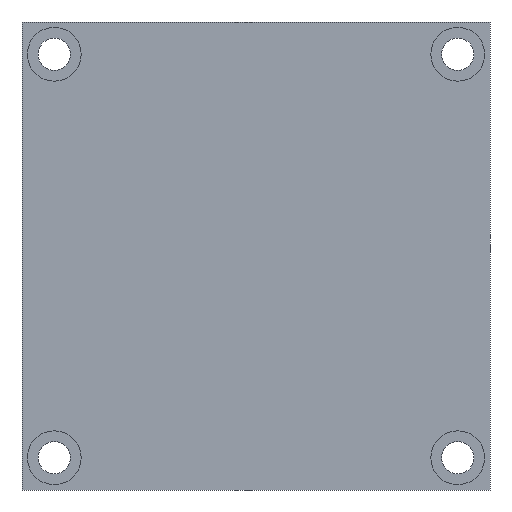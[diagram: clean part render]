
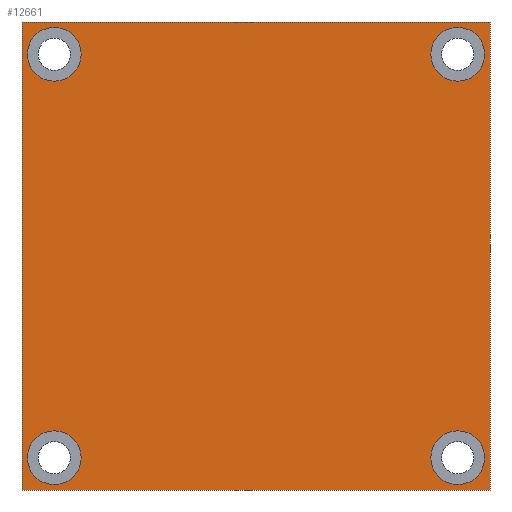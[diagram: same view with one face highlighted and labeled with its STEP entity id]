
A CAD part, front view. The second image highlights one B-rep face of the part: STEP entity #12661.
In plain terms, the highlighted planar face has unit normal (0, -1, 0).
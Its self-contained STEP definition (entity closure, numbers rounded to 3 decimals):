
#643=FACE_BOUND('',#2347,.T.);
#644=FACE_BOUND('',#2348,.T.);
#645=FACE_BOUND('',#2349,.T.);
#646=FACE_BOUND('',#2350,.T.);
#909=PLANE('',#13444);
#1569=FACE_OUTER_BOUND('',#2346,.T.);
#2346=EDGE_LOOP('',(#10283,#10284,#10285,#10286));
#2347=EDGE_LOOP('',(#10287));
#2348=EDGE_LOOP('',(#10288));
#2349=EDGE_LOOP('',(#10289));
#2350=EDGE_LOOP('',(#10290));
#3607=LINE('',#18971,#5156);
#3608=LINE('',#18973,#5157);
#3609=LINE('',#18975,#5158);
#3610=LINE('',#18976,#5159);
#5156=VECTOR('',#15337,1000.);
#5157=VECTOR('',#15338,1000.);
#5158=VECTOR('',#15339,1000.);
#5159=VECTOR('',#15340,1000.);
#5988=CIRCLE('',#13445,2.5);
#5989=CIRCLE('',#13446,2.5);
#5990=CIRCLE('',#13447,2.5);
#5991=CIRCLE('',#13448,2.5);
#6682=VERTEX_POINT('',#18969);
#6683=VERTEX_POINT('',#18970);
#6684=VERTEX_POINT('',#18972);
#6685=VERTEX_POINT('',#18974);
#6686=VERTEX_POINT('',#18977);
#6687=VERTEX_POINT('',#18979);
#6688=VERTEX_POINT('',#18981);
#6689=VERTEX_POINT('',#18983);
#7955=EDGE_CURVE('',#6682,#6683,#3607,.T.);
#7956=EDGE_CURVE('',#6684,#6682,#3608,.T.);
#7957=EDGE_CURVE('',#6685,#6684,#3609,.T.);
#7958=EDGE_CURVE('',#6683,#6685,#3610,.T.);
#7959=EDGE_CURVE('',#6686,#6686,#5988,.T.);
#7960=EDGE_CURVE('',#6687,#6687,#5989,.T.);
#7961=EDGE_CURVE('',#6688,#6688,#5990,.T.);
#7962=EDGE_CURVE('',#6689,#6689,#5991,.T.);
#10283=ORIENTED_EDGE('',*,*,#7955,.F.);
#10284=ORIENTED_EDGE('',*,*,#7956,.F.);
#10285=ORIENTED_EDGE('',*,*,#7957,.F.);
#10286=ORIENTED_EDGE('',*,*,#7958,.F.);
#10287=ORIENTED_EDGE('',*,*,#7959,.T.);
#10288=ORIENTED_EDGE('',*,*,#7960,.T.);
#10289=ORIENTED_EDGE('',*,*,#7961,.T.);
#10290=ORIENTED_EDGE('',*,*,#7962,.T.);
#12661=ADVANCED_FACE('',(#1569,#643,#644,#645,#646),#909,.T.);
#13444=AXIS2_PLACEMENT_3D('',#18968,#15335,#15336);
#13445=AXIS2_PLACEMENT_3D('',#18978,#15341,#15342);
#13446=AXIS2_PLACEMENT_3D('',#18980,#15343,#15344);
#13447=AXIS2_PLACEMENT_3D('',#18982,#15345,#15346);
#13448=AXIS2_PLACEMENT_3D('',#18984,#15347,#15348);
#15335=DIRECTION('center_axis',(0.,-1.,0.));
#15336=DIRECTION('ref_axis',(0.,0.,-1.));
#15337=DIRECTION('',(0.,0.,-1.));
#15338=DIRECTION('',(1.,0.,0.));
#15339=DIRECTION('',(0.,0.,1.));
#15340=DIRECTION('',(-1.,0.,0.));
#15341=DIRECTION('center_axis',(0.,1.,0.));
#15342=DIRECTION('ref_axis',(0.,0.,-1.));
#15343=DIRECTION('center_axis',(0.,1.,0.));
#15344=DIRECTION('ref_axis',(0.,0.,-1.));
#15345=DIRECTION('center_axis',(0.,1.,0.));
#15346=DIRECTION('ref_axis',(0.,0.,-1.));
#15347=DIRECTION('center_axis',(0.,1.,0.));
#15348=DIRECTION('ref_axis',(0.,0.,-1.));
#18968=CARTESIAN_POINT('Origin',(0.,0.,0.));
#18969=CARTESIAN_POINT('',(21.75,0.,21.75));
#18970=CARTESIAN_POINT('',(21.75,0.,-21.75));
#18971=CARTESIAN_POINT('',(21.75,0.,21.75));
#18972=CARTESIAN_POINT('',(-21.75,0.,21.75));
#18973=CARTESIAN_POINT('',(-21.75,0.,21.75));
#18974=CARTESIAN_POINT('',(-21.75,0.,-21.75));
#18975=CARTESIAN_POINT('',(-21.75,0.,21.75));
#18976=CARTESIAN_POINT('',(-21.75,0.,-21.75));
#18977=CARTESIAN_POINT('',(-18.75,0.,21.25));
#18978=CARTESIAN_POINT('Origin',(-18.75,0.,18.75));
#18979=CARTESIAN_POINT('',(18.75,0.,-16.25));
#18980=CARTESIAN_POINT('Origin',(18.75,0.,-18.75));
#18981=CARTESIAN_POINT('',(18.75,0.,21.25));
#18982=CARTESIAN_POINT('Origin',(18.75,0.,18.75));
#18983=CARTESIAN_POINT('',(-18.75,0.,-16.25));
#18984=CARTESIAN_POINT('Origin',(-18.75,0.,-18.75));
